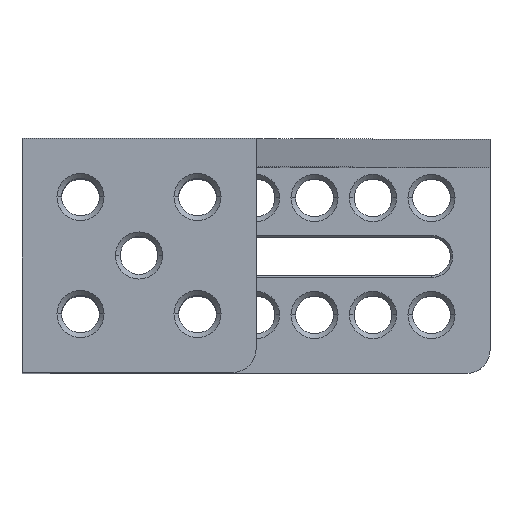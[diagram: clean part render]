
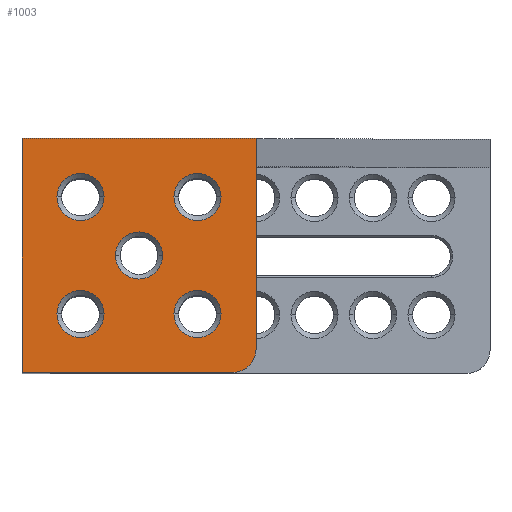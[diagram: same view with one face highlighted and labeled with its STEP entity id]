
A CAD part, top view. The second image highlights one B-rep face of the part: STEP entity #1003.
In plain terms, the highlighted planar face has unit normal (0, 0, 1).
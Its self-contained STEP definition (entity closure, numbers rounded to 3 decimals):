
#1003=ADVANCED_FACE('',(#2127,#2128,#2129,#2130,#2131,#2132),#2133,.T.);
#2127=FACE_OUTER_BOUND('',#3358,.T.);
#2128=FACE_BOUND('',#3359,.T.);
#2129=FACE_BOUND('',#3360,.T.);
#2130=FACE_BOUND('',#3361,.T.);
#2131=FACE_BOUND('',#3362,.T.);
#2132=FACE_BOUND('',#3363,.T.);
#2133=PLANE('',#3364);
#3358=EDGE_LOOP('',(#6182,#6183,#6184,#6185,#6186,#6187));
#3359=EDGE_LOOP('',(#6188,#6189));
#3360=EDGE_LOOP('',(#6190,#6191));
#3361=EDGE_LOOP('',(#6192,#6193));
#3362=EDGE_LOOP('',(#6194,#6195));
#3363=EDGE_LOOP('',(#6196,#6197));
#3364=AXIS2_PLACEMENT_3D('',#6198,#6199,#6200);
#6182=ORIENTED_EDGE('',*,*,#7785,.F.);
#6183=ORIENTED_EDGE('',*,*,#7555,.F.);
#6184=ORIENTED_EDGE('',*,*,#7959,.F.);
#6185=ORIENTED_EDGE('',*,*,#7719,.F.);
#6186=ORIENTED_EDGE('',*,*,#7204,.F.);
#6187=ORIENTED_EDGE('',*,*,#7566,.F.);
#6188=ORIENTED_EDGE('',*,*,#7744,.F.);
#6189=ORIENTED_EDGE('',*,*,#7956,.F.);
#6190=ORIENTED_EDGE('',*,*,#7027,.F.);
#6191=ORIENTED_EDGE('',*,*,#7705,.F.);
#6192=ORIENTED_EDGE('',*,*,#7219,.F.);
#6193=ORIENTED_EDGE('',*,*,#7960,.F.);
#6194=ORIENTED_EDGE('',*,*,#7497,.F.);
#6195=ORIENTED_EDGE('',*,*,#7300,.F.);
#6196=ORIENTED_EDGE('',*,*,#7613,.F.);
#6197=ORIENTED_EDGE('',*,*,#6825,.F.);
#6198=CARTESIAN_POINT('',(0.0,0.0,250.0));
#6199=DIRECTION('',(0.0,0.0,1.0));
#6200=DIRECTION('',(1.0,0.0,0.0));
#6825=EDGE_CURVE('',#8062,#8064,#8065,.T.);
#7027=EDGE_CURVE('',#8416,#8412,#8418,.T.);
#7204=EDGE_CURVE('',#8720,#8722,#8723,.T.);
#7219=EDGE_CURVE('',#8741,#8738,#8743,.T.);
#7300=EDGE_CURVE('',#8858,#8860,#8861,.T.);
#7497=EDGE_CURVE('',#8860,#8858,#9136,.T.);
#7555=EDGE_CURVE('',#9218,#9216,#9220,.T.);
#7566=EDGE_CURVE('',#9232,#8720,#9234,.T.);
#7613=EDGE_CURVE('',#8064,#8062,#9291,.T.);
#7705=EDGE_CURVE('',#8412,#8416,#9403,.T.);
#7719=EDGE_CURVE('',#8722,#9418,#9420,.T.);
#7744=EDGE_CURVE('',#9455,#9451,#9457,.T.);
#7785=EDGE_CURVE('',#9216,#9232,#9502,.T.);
#7956=EDGE_CURVE('',#9451,#9455,#9689,.T.);
#7959=EDGE_CURVE('',#9418,#9218,#9692,.T.);
#7960=EDGE_CURVE('',#8738,#8741,#9693,.T.);
#8062=VERTEX_POINT('',#9797);
#8064=VERTEX_POINT('',#9800);
#8065=CIRCLE('',#9801,10.05);
#8412=VERTEX_POINT('',#10217);
#8416=VERTEX_POINT('',#10222);
#8418=CIRCLE('',#10225,10.05);
#8720=VERTEX_POINT('',#10584);
#8722=VERTEX_POINT('',#10587);
#8723=LINE('',#10588,#10589);
#8738=VERTEX_POINT('',#10611);
#8741=VERTEX_POINT('',#10615);
#8743=CIRCLE('',#10618,10.05);
#8858=VERTEX_POINT('',#10760);
#8860=VERTEX_POINT('',#10763);
#8861=CIRCLE('',#10764,10.05);
#9136=CIRCLE('',#11107,10.05);
#9216=VERTEX_POINT('',#11209);
#9218=VERTEX_POINT('',#11212);
#9220=LINE('',#11215,#11216);
#9232=VERTEX_POINT('',#11230);
#9234=CIRCLE('',#11233,10.0);
#9291=CIRCLE('',#11302,10.05);
#9403=CIRCLE('',#11448,10.05);
#9418=VERTEX_POINT('',#11467);
#9420=LINE('',#11470,#11471);
#9451=VERTEX_POINT('',#11504);
#9455=VERTEX_POINT('',#11509);
#9457=CIRCLE('',#11512,10.05);
#9502=CIRCLE('',#11571,10.0);
#9689=CIRCLE('',#11809,10.05);
#9692=LINE('',#11812,#11813);
#9693=CIRCLE('',#11814,10.05);
#9797=CARTESIAN_POINT('',(64.95,25.0,250.0));
#9800=CARTESIAN_POINT('',(85.05,25.0,250.0));
#9801=AXIS2_PLACEMENT_3D('',#11925,#11926,#11927);
#10217=CARTESIAN_POINT('',(64.95,75.0,250.0));
#10222=CARTESIAN_POINT('',(85.05,75.0,250.0));
#10225=AXIS2_PLACEMENT_3D('',#12284,#12285,#12286);
#10584=CARTESIAN_POINT('',(90.0,0.0,250.0));
#10587=CARTESIAN_POINT('',(0.0,0.0,250.0));
#10588=CARTESIAN_POINT('',(12.0,0.0,250.0));
#10589=VECTOR('',#12606,1.0);
#10611=CARTESIAN_POINT('',(14.95,25.0,250.0));
#10615=CARTESIAN_POINT('',(35.05,25.0,250.0));
#10618=AXIS2_PLACEMENT_3D('',#12622,#12623,#12624);
#10760=CARTESIAN_POINT('',(39.95,50.0,250.0));
#10763=CARTESIAN_POINT('',(60.05,50.0,250.0));
#10764=AXIS2_PLACEMENT_3D('',#12746,#12747,#12748);
#11107=AXIS2_PLACEMENT_3D('',#13057,#13058,#13059);
#11209=CARTESIAN_POINT('',(100.0,10.0,250.0));
#11212=CARTESIAN_POINT('',(100.0,100.0,250.0));
#11215=CARTESIAN_POINT('',(100.0,100.0,250.0));
#11216=VECTOR('',#13138,1.0);
#11230=CARTESIAN_POINT('',(97.071,2.929,250.0));
#11233=AXIS2_PLACEMENT_3D('',#13154,#13155,#13156);
#11302=AXIS2_PLACEMENT_3D('',#13223,#13224,#13225);
#11448=AXIS2_PLACEMENT_3D('',#13341,#13342,#13343);
#11467=CARTESIAN_POINT('',(0.0,100.0,250.0));
#11470=CARTESIAN_POINT('',(0.0,0.0,250.0));
#11471=VECTOR('',#13355,1.0);
#11504=CARTESIAN_POINT('',(14.95,75.0,250.0));
#11509=CARTESIAN_POINT('',(35.05,75.0,250.0));
#11512=AXIS2_PLACEMENT_3D('',#13408,#13409,#13410);
#11571=AXIS2_PLACEMENT_3D('',#13455,#13456,#13457);
#11809=AXIS2_PLACEMENT_3D('',#13641,#13642,#13643);
#11812=CARTESIAN_POINT('',(0.0,100.0,250.0));
#11813=VECTOR('',#13647,1.0);
#11814=AXIS2_PLACEMENT_3D('',#13648,#13649,#13650);
#11925=CARTESIAN_POINT('',(75.0,25.0,250.0));
#11926=DIRECTION('',(0.0,0.0,1.0));
#11927=DIRECTION('',(-1.0,0.0,0.0));
#12284=CARTESIAN_POINT('',(75.0,75.0,250.0));
#12285=DIRECTION('',(0.0,0.0,1.0));
#12286=DIRECTION('',(-1.0,0.0,0.0));
#12606=DIRECTION('',(-1.0,0.0,0.0));
#12622=CARTESIAN_POINT('',(25.0,25.0,250.0));
#12623=DIRECTION('',(0.0,0.0,1.0));
#12624=DIRECTION('',(-1.0,0.0,0.0));
#12746=CARTESIAN_POINT('',(50.0,50.0,250.0));
#12747=DIRECTION('',(0.0,0.0,1.0));
#12748=DIRECTION('',(-1.0,0.0,0.0));
#13057=CARTESIAN_POINT('',(50.0,50.0,250.0));
#13058=DIRECTION('',(0.0,0.0,1.0));
#13059=DIRECTION('',(-1.0,0.0,0.0));
#13138=DIRECTION('',(0.0,-1.0,0.0));
#13154=CARTESIAN_POINT('',(90.0,10.0,250.0));
#13155=DIRECTION('',(0.0,-0.0,-1.0));
#13156=DIRECTION('',(0.707,-0.707,0.0));
#13223=CARTESIAN_POINT('',(75.0,25.0,250.0));
#13224=DIRECTION('',(0.0,0.0,1.0));
#13225=DIRECTION('',(-1.0,0.0,0.0));
#13341=CARTESIAN_POINT('',(75.0,75.0,250.0));
#13342=DIRECTION('',(0.0,0.0,1.0));
#13343=DIRECTION('',(-1.0,0.0,0.0));
#13355=DIRECTION('',(0.0,1.0,0.0));
#13408=CARTESIAN_POINT('',(25.0,75.0,250.0));
#13409=DIRECTION('',(0.0,0.0,1.0));
#13410=DIRECTION('',(-1.0,0.0,0.0));
#13455=CARTESIAN_POINT('',(90.0,10.0,250.0));
#13456=DIRECTION('',(0.0,-0.0,-1.0));
#13457=DIRECTION('',(0.707,-0.707,0.0));
#13641=CARTESIAN_POINT('',(25.0,75.0,250.0));
#13642=DIRECTION('',(0.0,0.0,1.0));
#13643=DIRECTION('',(-1.0,0.0,0.0));
#13647=DIRECTION('',(1.0,0.0,0.0));
#13648=CARTESIAN_POINT('',(25.0,25.0,250.0));
#13649=DIRECTION('',(0.0,0.0,1.0));
#13650=DIRECTION('',(-1.0,0.0,0.0));
